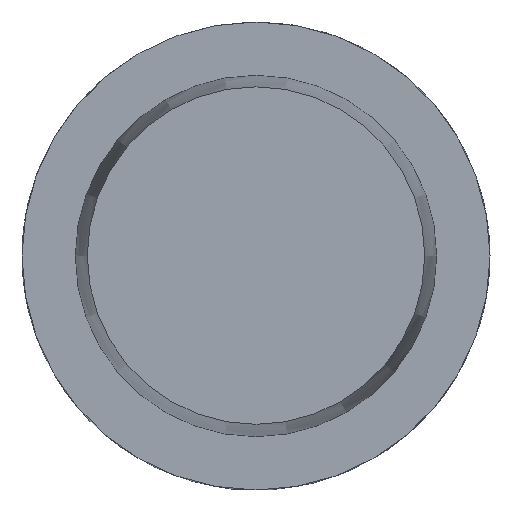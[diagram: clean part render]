
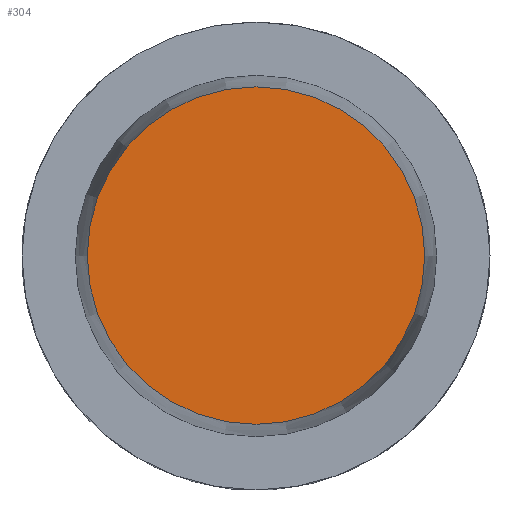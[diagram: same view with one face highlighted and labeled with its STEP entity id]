
A CAD part, top view. The second image highlights one B-rep face of the part: STEP entity #304.
In plain terms, the highlighted planar face has unit normal (0, 0, 1).
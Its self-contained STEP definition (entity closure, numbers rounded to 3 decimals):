
#304=ADVANCED_FACE('',(#371),#331,.F.);
#331=PLANE('',#1091);
#371=FACE_OUTER_BOUND('',#433,.T.);
#433=EDGE_LOOP('',(#703));
#703=ORIENTED_EDGE('',*,*,#939,.T.);
#804=VERTEX_POINT('',#1749);
#939=EDGE_CURVE('',#804,#804,#978,.T.);
#978=CIRCLE('',#1090,22.717);
#1090=AXIS2_PLACEMENT_3D('',#1748,#1345,#1346);
#1091=AXIS2_PLACEMENT_3D('',#1750,#1347,#1348);
#1345=DIRECTION('',(0.,0.,1.));
#1346=DIRECTION('',(-1.,0.,0.));
#1347=DIRECTION('',(0.,0.,-1.));
#1348=DIRECTION('',(1.,0.,0.));
#1748=CARTESIAN_POINT('',(0.,0.,
32.));
#1749=CARTESIAN_POINT('',(-22.717,0.,32.));
#1750=CARTESIAN_POINT('',(-21.576,0.,32.));
